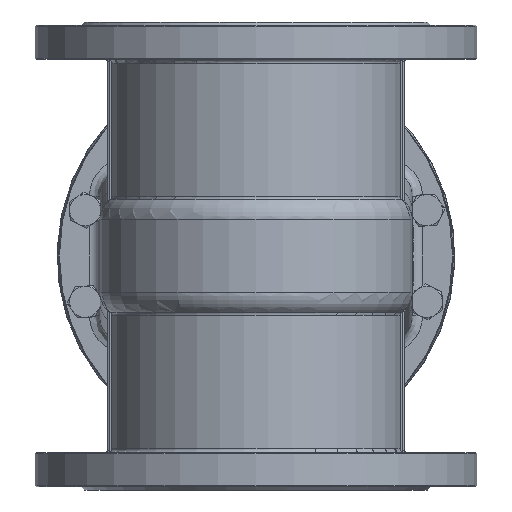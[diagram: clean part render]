
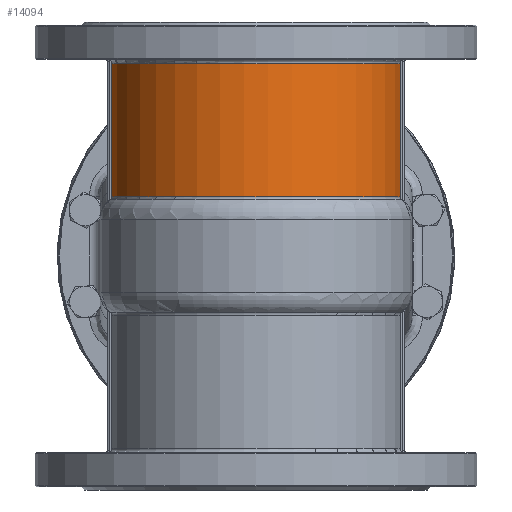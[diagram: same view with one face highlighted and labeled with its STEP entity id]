
A CAD part, front view. The second image highlights one B-rep face of the part: STEP entity #14094.
In plain terms, the highlighted cylindrical face has radius 140 mm (diameter 280 mm), a partial arc.
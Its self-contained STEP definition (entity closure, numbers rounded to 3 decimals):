
#1329=LINE('',#24552,#2091);
#1344=LINE('',#25150,#2106);
#2091=VECTOR('',#18307,10.);
#2106=VECTOR('',#18430,10.);
#2499=CYLINDRICAL_SURFACE('',#15547,140.);
#3488=FACE_OUTER_BOUND('',#4403,.T.);
#4403=EDGE_LOOP('',(#11195,#11196,#11197,#11198));
#5199=CIRCLE('',#15460,140.);
#5212=CIRCLE('',#15478,140.);
#6251=VERTEX_POINT('',#24538);
#6252=VERTEX_POINT('',#24551);
#6283=VERTEX_POINT('',#24832);
#6297=VERTEX_POINT('',#25131);
#7893=EDGE_CURVE('',#6252,#6251,#1329,.T.);
#7944=EDGE_CURVE('',#6251,#6283,#5199,.T.);
#7969=EDGE_CURVE('',#6297,#6252,#5212,.T.);
#7971=EDGE_CURVE('',#6297,#6283,#1344,.T.);
#11195=ORIENTED_EDGE('',*,*,#7944,.T.);
#11196=ORIENTED_EDGE('',*,*,#7971,.F.);
#11197=ORIENTED_EDGE('',*,*,#7969,.T.);
#11198=ORIENTED_EDGE('',*,*,#7893,.T.);
#14094=ADVANCED_FACE('',(#3488),#2499,.T.);
#15460=AXIS2_PLACEMENT_3D('',#24845,#18389,#18390);
#15478=AXIS2_PLACEMENT_3D('',#25132,#18426,#18427);
#15547=AXIS2_PLACEMENT_3D('',#25275,#18580,#18581);
#18307=DIRECTION('',(0.,0.,-1.));
#18389=DIRECTION('center_axis',(0.,0.,1.));
#18390=DIRECTION('ref_axis',(0.,-1.,0.));
#18426=DIRECTION('center_axis',(0.,0.,-1.));
#18427=DIRECTION('ref_axis',(0.,-1.,0.));
#18430=DIRECTION('',(0.,0.,-1.));
#18580=DIRECTION('center_axis',(0.,0.,1.));
#18581=DIRECTION('ref_axis',(1.,0.,0.));
#24538=CARTESIAN_POINT('',(-138.564,-20.,281.909));
#24551=CARTESIAN_POINT('',(-138.564,-20.,410.));
#24552=CARTESIAN_POINT('',(-138.564,-20.,414.));
#24832=CARTESIAN_POINT('',(138.564,-20.,281.909));
#24845=CARTESIAN_POINT('Origin',(0.,0.,281.909));
#25131=CARTESIAN_POINT('',(138.564,-20.,410.));
#25132=CARTESIAN_POINT('Origin',(0.,0.,410.));
#25150=CARTESIAN_POINT('',(138.564,-20.,414.));
#25275=CARTESIAN_POINT('Origin',(0.,0.,414.));
